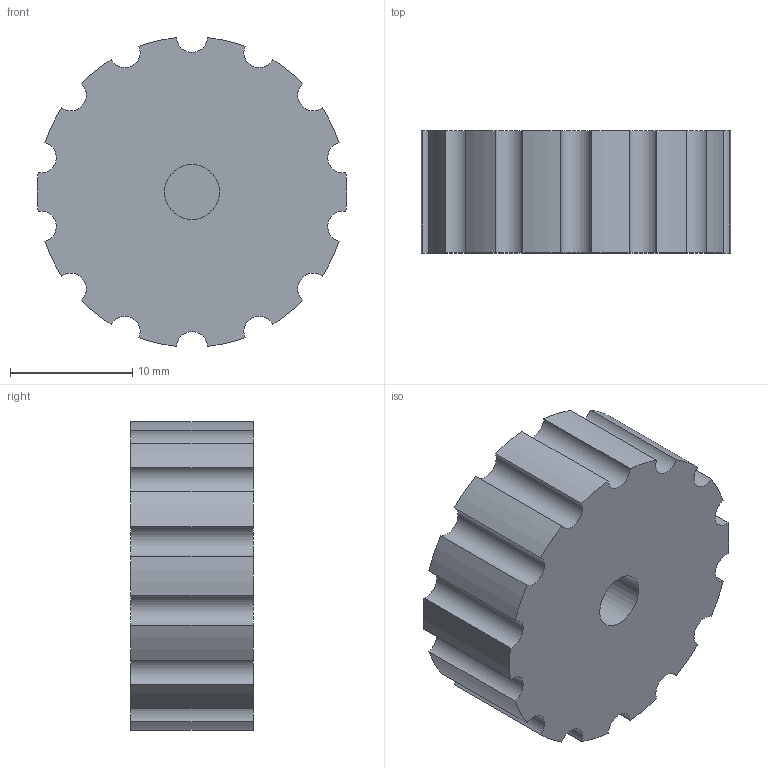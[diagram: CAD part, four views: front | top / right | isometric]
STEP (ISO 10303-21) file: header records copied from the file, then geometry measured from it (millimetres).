
FILE_DESCRIPTION(/* description */ (''),/* implementation_level */ '2;1');
FILE_NAME(/* name */ 'Z Knob.stp',/* time_stamp */ '2018-01-29T18:56:23-08:00',/* author */ ('jdtag'),/* organization */ (''),/* preprocessor_version */ 'ST-DEVELOPER v16.13',/* originating_system */ 'Autodesk Inventor 2018',/* authorisation */ '');
FILE_SCHEMA (('AUTOMOTIVE_DESIGN { 1 0 10303 214 3 1 1 }'));
Length unit declared in the file: inch
Products named in the file (1): Z Knob
Bounding box: 25.38 x 10 x 25.27 mm (x, y, z)
Volume: 4592.7 mm3; surface area: 2040.1 mm2
Topology: 1 solids, 1 shells, 32 faces, 87 edges, 58 vertices
Faces by surface type: cylinder 29, plane 3
Full cylindrical faces by diameter (mm): 4.5 x1
Entity records: 1085 total; most frequent: DIRECTION 210, CARTESIAN_POINT 177, ORIENTED_EDGE 172, AXIS2_PLACEMENT_3D 91, EDGE_CURVE 86, CIRCLE 58, VERTEX_POINT 58, EDGE_LOOP 34
